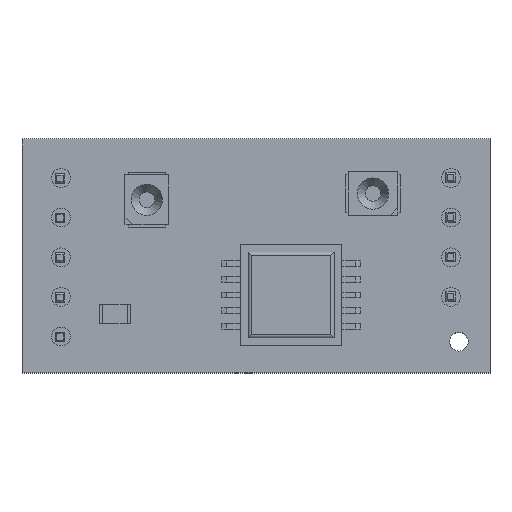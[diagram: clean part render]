
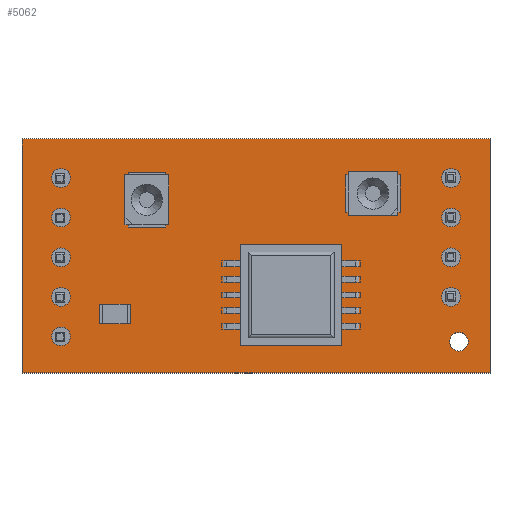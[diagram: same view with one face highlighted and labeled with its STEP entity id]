
A CAD part, top view. The second image highlights one B-rep face of the part: STEP entity #5062.
In plain terms, the highlighted planar face has unit normal (0, 0, 1).
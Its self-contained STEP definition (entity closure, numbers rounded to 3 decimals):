
#5062=ADVANCED_FACE('',(#8279,#8281,#8283,#8285,#8287,#8289,#8291,#8293,#8295,#8297,
#8299),#8301,.F.);
#8279=FACE_BOUND('',#8280,.T.);
#8280=EDGE_LOOP('',(#10539,#10540,#10541,#10542));
#8281=FACE_BOUND('',#8282,.T.);
#8282=EDGE_LOOP('',(#10543));
#8283=FACE_BOUND('',#8284,.T.);
#8284=EDGE_LOOP('',(#10544));
#8285=FACE_BOUND('',#8286,.T.);
#8286=EDGE_LOOP('',(#10545));
#8287=FACE_BOUND('',#8288,.T.);
#8288=EDGE_LOOP('',(#10546));
#8289=FACE_BOUND('',#8290,.T.);
#8290=EDGE_LOOP('',(#10547));
#8291=FACE_BOUND('',#8292,.T.);
#8292=EDGE_LOOP('',(#10548));
#8293=FACE_BOUND('',#8294,.T.);
#8294=EDGE_LOOP('',(#10549));
#8295=FACE_BOUND('',#8296,.T.);
#8296=EDGE_LOOP('',(#10550));
#8297=FACE_BOUND('',#8298,.T.);
#8298=EDGE_LOOP('',(#10551));
#8299=FACE_BOUND('',#8300,.T.);
#8300=EDGE_LOOP('',(#10552));
#8301=PLANE('',#8302);
#8302=AXIS2_PLACEMENT_3D('',#8303,#8304,#8305);
#8303=CARTESIAN_POINT('',(142.,-77.,1.6));
#8304=DIRECTION('',(-0.,-0.,-1.));
#8305=DIRECTION('',(-1.,0.,0.));
#10539=ORIENTED_EDGE('',*,*,#11634,.F.);
#10540=ORIENTED_EDGE('',*,*,#11650,.F.);
#10541=ORIENTED_EDGE('',*,*,#11636,.F.);
#10542=ORIENTED_EDGE('',*,*,#11630,.F.);
#10543=ORIENTED_EDGE('',*,*,#11651,.F.);
#10544=ORIENTED_EDGE('',*,*,#11652,.F.);
#10545=ORIENTED_EDGE('',*,*,#11653,.F.);
#10546=ORIENTED_EDGE('',*,*,#11654,.F.);
#10547=ORIENTED_EDGE('',*,*,#11655,.F.);
#10548=ORIENTED_EDGE('',*,*,#11656,.F.);
#10549=ORIENTED_EDGE('',*,*,#11657,.F.);
#10550=ORIENTED_EDGE('',*,*,#11658,.F.);
#10551=ORIENTED_EDGE('',*,*,#11659,.F.);
#10552=ORIENTED_EDGE('',*,*,#11660,.F.);
#11630=EDGE_CURVE('',#13384,#13386,#13387,.T.);
#11634=EDGE_CURVE('',#13392,#13384,#13394,.T.);
#11636=EDGE_CURVE('',#13386,#13396,#13397,.T.);
#11650=EDGE_CURVE('',#13396,#13392,#13422,.T.);
#11651=EDGE_CURVE('',#13423,#13423,#13424,.T.);
#11652=EDGE_CURVE('',#13425,#13425,#13426,.T.);
#11653=EDGE_CURVE('',#13427,#13427,#13428,.T.);
#11654=EDGE_CURVE('',#13429,#13429,#13430,.T.);
#11655=EDGE_CURVE('',#13431,#13431,#13432,.T.);
#11656=EDGE_CURVE('',#13433,#13433,#13434,.T.);
#11657=EDGE_CURVE('',#13435,#13435,#13436,.T.);
#11658=EDGE_CURVE('',#13437,#13437,#13438,.T.);
#11659=EDGE_CURVE('',#13439,#13439,#13440,.T.);
#11660=EDGE_CURVE('',#13441,#13441,#13442,.T.);
#13384=VERTEX_POINT('',#17356);
#13386=VERTEX_POINT('',#17360);
#13387=LINE('',#17361,#17362);
#13392=VERTEX_POINT('',#17372);
#13394=LINE('',#17376,#17377);
#13396=VERTEX_POINT('',#17382);
#13397=LINE('',#17383,#17384);
#13422=LINE('',#17446,#17447);
#13423=VERTEX_POINT('',#17449);
#13424=CIRCLE('',#17450,0.6);
#13425=VERTEX_POINT('',#17454);
#13426=CIRCLE('',#17455,0.6);
#13427=VERTEX_POINT('',#17459);
#13428=CIRCLE('',#17460,0.6);
#13429=VERTEX_POINT('',#17464);
#13430=CIRCLE('',#17465,0.6);
#13431=VERTEX_POINT('',#17469);
#13432=CIRCLE('',#17470,0.6);
#13433=VERTEX_POINT('',#17474);
#13434=CIRCLE('',#17475,0.6);
#13435=VERTEX_POINT('',#17479);
#13436=CIRCLE('',#17480,0.6);
#13437=VERTEX_POINT('',#17484);
#13438=CIRCLE('',#17485,0.6);
#13439=VERTEX_POINT('',#17489);
#13440=CIRCLE('',#17490,0.6);
#13441=VERTEX_POINT('',#17494);
#13442=CIRCLE('',#17495,0.6);
#17356=CARTESIAN_POINT('',(157.,-69.5,1.6));
#17360=CARTESIAN_POINT('',(157.,-84.5,1.6));
#17361=CARTESIAN_POINT('',(157.,-69.5,1.6));
#17362=VECTOR('',#17363,1.);
#17363=DIRECTION('',(0.,-1.,0.));
#17372=CARTESIAN_POINT('',(127.,-69.5,1.6));
#17376=CARTESIAN_POINT('',(127.,-69.5,1.6));
#17377=VECTOR('',#17378,1.);
#17378=DIRECTION('',(1.,0.,0.));
#17382=CARTESIAN_POINT('',(127.,-84.5,1.6));
#17383=CARTESIAN_POINT('',(157.,-84.5,1.6));
#17384=VECTOR('',#17385,1.);
#17385=DIRECTION('',(-1.,0.,0.));
#17446=CARTESIAN_POINT('',(127.,-84.5,1.6));
#17447=VECTOR('',#17448,1.);
#17448=DIRECTION('',(0.,1.,0.));
#17449=CARTESIAN_POINT('',(130.1,-74.54,1.6));
#17450=AXIS2_PLACEMENT_3D('',#17451,#17452,#17453);
#17451=CARTESIAN_POINT('',(129.5,-74.54,1.6));
#17452=DIRECTION('',(0.,0.,1.));
#17453=DIRECTION('',(1.,0.,-0.));
#17454=CARTESIAN_POINT('',(130.1,-77.08,1.6));
#17455=AXIS2_PLACEMENT_3D('',#17456,#17457,#17458);
#17456=CARTESIAN_POINT('',(129.5,-77.08,1.6));
#17457=DIRECTION('',(0.,0.,1.));
#17458=DIRECTION('',(1.,0.,-0.));
#17459=CARTESIAN_POINT('',(155.1,-77.08,1.6));
#17460=AXIS2_PLACEMENT_3D('',#17461,#17462,#17463);
#17461=CARTESIAN_POINT('',(154.5,-77.08,1.6));
#17462=DIRECTION('',(0.,0.,1.));
#17463=DIRECTION('',(1.,0.,-0.));
#17464=CARTESIAN_POINT('',(155.1,-74.54,1.6));
#17465=AXIS2_PLACEMENT_3D('',#17466,#17467,#17468);
#17466=CARTESIAN_POINT('',(154.5,-74.54,1.6));
#17467=DIRECTION('',(0.,0.,1.));
#17468=DIRECTION('',(1.,0.,-0.));
#17469=CARTESIAN_POINT('',(130.1,-72.,1.6));
#17470=AXIS2_PLACEMENT_3D('',#17471,#17472,#17473);
#17471=CARTESIAN_POINT('',(129.5,-72.,1.6));
#17472=DIRECTION('',(0.,0.,1.));
#17473=DIRECTION('',(1.,0.,-0.));
#17474=CARTESIAN_POINT('',(155.1,-72.,1.6));
#17475=AXIS2_PLACEMENT_3D('',#17476,#17477,#17478);
#17476=CARTESIAN_POINT('',(154.5,-72.,1.6));
#17477=DIRECTION('',(0.,0.,1.));
#17478=DIRECTION('',(1.,0.,-0.));
#17479=CARTESIAN_POINT('',(130.1,-79.62,1.6));
#17480=AXIS2_PLACEMENT_3D('',#17481,#17482,#17483);
#17481=CARTESIAN_POINT('',(129.5,-79.62,1.6));
#17482=DIRECTION('',(0.,0.,1.));
#17483=DIRECTION('',(1.,0.,-0.));
#17484=CARTESIAN_POINT('',(155.1,-79.62,1.6));
#17485=AXIS2_PLACEMENT_3D('',#17486,#17487,#17488);
#17486=CARTESIAN_POINT('',(154.5,-79.62,1.6));
#17487=DIRECTION('',(0.,0.,1.));
#17488=DIRECTION('',(1.,0.,-0.));
#17489=CARTESIAN_POINT('',(130.1,-82.16,1.6));
#17490=AXIS2_PLACEMENT_3D('',#17491,#17492,#17493);
#17491=CARTESIAN_POINT('',(129.5,-82.16,1.6));
#17492=DIRECTION('',(0.,0.,1.));
#17493=DIRECTION('',(1.,0.,-0.));
#17494=CARTESIAN_POINT('',(155.6,-82.5,1.6));
#17495=AXIS2_PLACEMENT_3D('',#17496,#17497,#17498);
#17496=CARTESIAN_POINT('',(155.,-82.5,1.6));
#17497=DIRECTION('',(0.,0.,1.));
#17498=DIRECTION('',(1.,0.,-0.));
